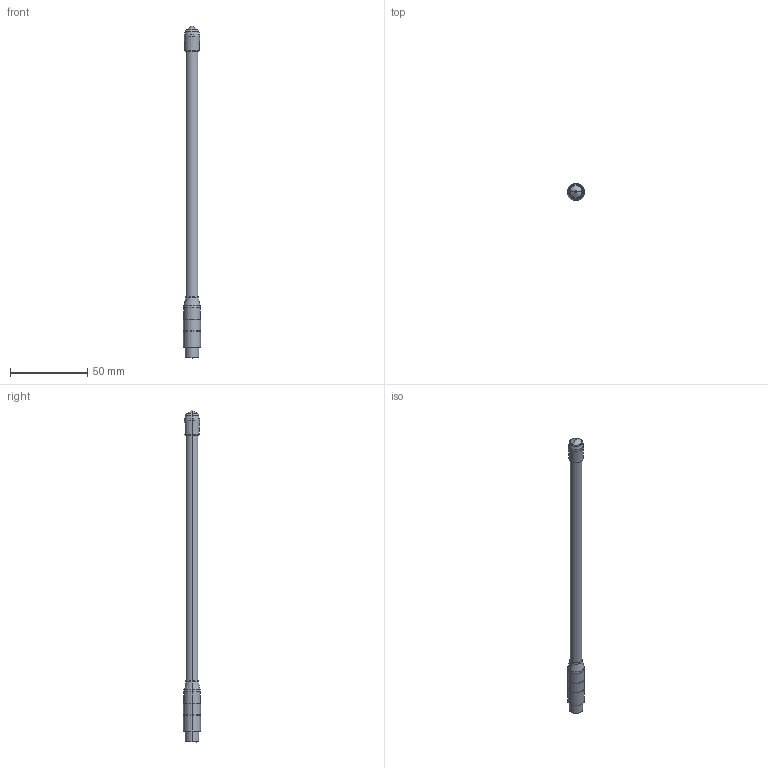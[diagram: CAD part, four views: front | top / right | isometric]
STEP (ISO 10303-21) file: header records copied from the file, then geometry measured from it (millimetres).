
FILE_DESCRIPTION (( 'STEP AP214' ), '1' );
FILE_NAME ('8p5in Antenna.STEP', '2021-04-14T22:37:53', ( '' ), ( '' ), 'SwSTEP 2.0', 'SolidWorks 2019', '' );
FILE_SCHEMA (( 'AUTOMOTIVE_DESIGN' ));
Length unit declared in the file: millimetre
Products named in the file (1): 8p5in Antenna
Bounding box: 11.04 x 11.04 x 215.14 mm (x, y, z)
Volume: 11774.8 mm3; surface area: 5890.6 mm2
Topology: 1 solids, 1 shells, 61 faces, 131 edges, 79 vertices
Faces by surface type: cylinder 24, cone 12, torus 12, plane 8, bspline 3, sphere 2
Entity records: 3956 total; most frequent: CARTESIAN_POINT 2167, DIRECTION 291, ORIENTED_EDGE 262, EDGE_CURVE 131, AXIS2_PLACEMENT_3D 128, VERTEX_POINT 79, CIRCLE 69, EDGE_LOOP 68
